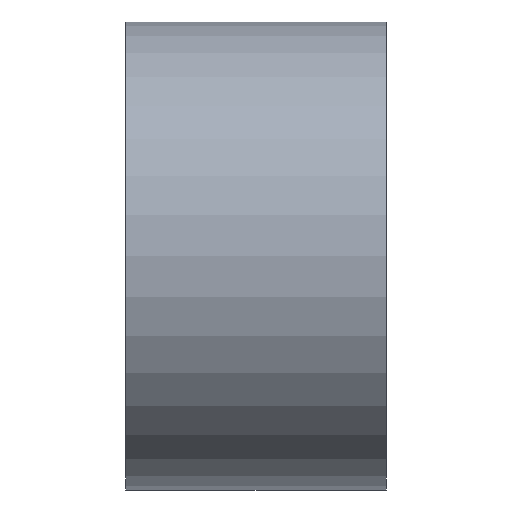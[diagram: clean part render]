
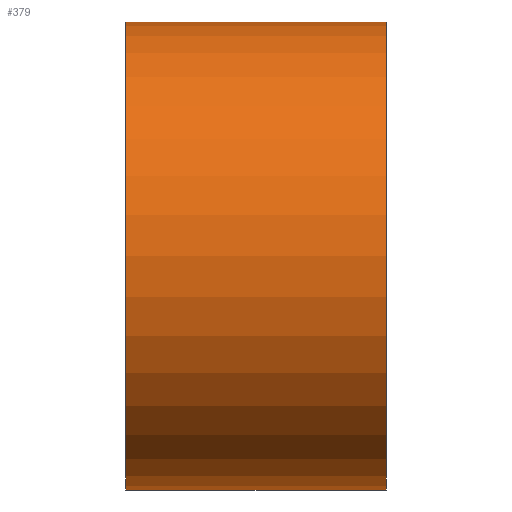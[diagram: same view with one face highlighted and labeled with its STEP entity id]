
A CAD part, front view. The second image highlights one B-rep face of the part: STEP entity #379.
In plain terms, the highlighted cylindrical face has radius 17.986 mm (diameter 35.973 mm), a full revolution.
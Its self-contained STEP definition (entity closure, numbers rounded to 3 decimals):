
#65=FACE_OUTER_BOUND('',#94,.T.);
#94=EDGE_LOOP('',(#331,#332,#333,#334));
#112=LINE('',#705,#128);
#128=VECTOR('',#595,17.987);
#157=CIRCLE('',#453,17.987);
#160=CIRCLE('',#458,17.987);
#189=VERTEX_POINT('',#694);
#192=VERTEX_POINT('',#703);
#235=EDGE_CURVE('',#189,#189,#157,.T.);
#239=EDGE_CURVE('',#192,#192,#160,.T.);
#240=EDGE_CURVE('',#192,#189,#112,.T.);
#331=ORIENTED_EDGE('',*,*,#239,.F.);
#332=ORIENTED_EDGE('',*,*,#240,.T.);
#333=ORIENTED_EDGE('',*,*,#235,.T.);
#334=ORIENTED_EDGE('',*,*,#240,.F.);
#352=CYLINDRICAL_SURFACE('',#457,17.987);
#379=ADVANCED_FACE('',(#65),#352,.T.);
#453=AXIS2_PLACEMENT_3D('',#695,#582,#583);
#457=AXIS2_PLACEMENT_3D('',#702,#591,#592);
#458=AXIS2_PLACEMENT_3D('',#704,#593,#594);
#582=DIRECTION('center_axis',(1.,0.,0.));
#583=DIRECTION('ref_axis',(0.,0.,-1.));
#591=DIRECTION('center_axis',(1.,0.,0.));
#592=DIRECTION('ref_axis',(0.,0.,-1.));
#593=DIRECTION('center_axis',(1.,0.,0.));
#594=DIRECTION('ref_axis',(0.,0.,-1.));
#595=DIRECTION('',(-1.,0.,0.));
#694=CARTESIAN_POINT('',(0.,43.829,30.382));
#695=CARTESIAN_POINT('Origin',(0.,43.829,12.395));
#702=CARTESIAN_POINT('Origin',(7.5,43.829,12.395));
#703=CARTESIAN_POINT('',(20.,43.829,30.382));
#704=CARTESIAN_POINT('Origin',(20.,43.829,12.395));
#705=CARTESIAN_POINT('',(7.5,43.829,30.382));
